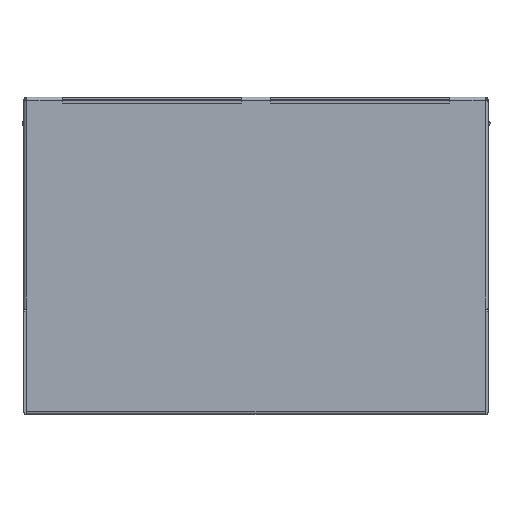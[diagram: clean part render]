
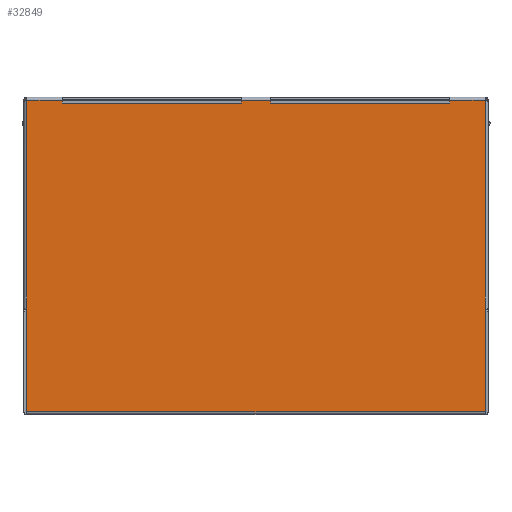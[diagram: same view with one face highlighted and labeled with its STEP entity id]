
A CAD part, top view. The second image highlights one B-rep face of the part: STEP entity #32849.
In plain terms, the highlighted planar face has unit normal (0, 0, 1).
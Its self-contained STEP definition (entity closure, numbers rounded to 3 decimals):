
#26570=DIRECTION('',(0.,-1.,0.));
#26571=VECTOR('',#26570,0.2);
#26572=CARTESIAN_POINT('',(12.985,10.335,13.65));
#26573=LINE('',#26572,#26571);
#26574=DIRECTION('',(1.,0.,0.));
#26575=VECTOR('',#26574,2.375);
#26576=CARTESIAN_POINT('',(12.985,10.335,13.65));
#26577=LINE('',#26576,#26575);
#26578=DIRECTION('',(0.,1.,0.));
#26579=VECTOR('',#26578,6.8);
#26580=CARTESIAN_POINT('',(15.36,-10.535,13.65));
#26581=LINE('',#26580,#26579);
#26582=DIRECTION('',(-1.,0.,0.));
#26583=VECTOR('',#26582,30.72);
#26584=CARTESIAN_POINT('',(15.36,-10.535,13.65));
#26585=LINE('',#26584,#26583);
#26586=DIRECTION('',(0.,1.,0.));
#26587=VECTOR('',#26586,6.8);
#26588=CARTESIAN_POINT('',(-15.36,-10.535,13.65));
#26589=LINE('',#26588,#26587);
#26590=DIRECTION('',(0.,-1.,0.));
#26591=VECTOR('',#26590,14.07);
#26592=CARTESIAN_POINT('',(-15.36,10.335,13.65));
#26593=LINE('',#26592,#26591);
#26594=DIRECTION('',(1.,0.,0.));
#26595=VECTOR('',#26594,2.375);
#26596=CARTESIAN_POINT('',(-15.36,10.335,13.65));
#26597=LINE('',#26596,#26595);
#26598=DIRECTION('',(0.,-1.,0.));
#26599=VECTOR('',#26598,0.2);
#26600=CARTESIAN_POINT('',(-12.985,10.335,13.65));
#26601=LINE('',#26600,#26599);
#26602=DIRECTION('',(-1.,0.,0.));
#26603=VECTOR('',#26602,12.);
#26604=CARTESIAN_POINT('',(-0.985,10.135,13.65));
#26605=LINE('',#26604,#26603);
#26606=DIRECTION('',(0.,-1.,0.));
#26607=VECTOR('',#26606,0.2);
#26608=CARTESIAN_POINT('',(-0.985,10.335,13.65));
#26609=LINE('',#26608,#26607);
#26610=DIRECTION('',(1.,0.,0.));
#26611=VECTOR('',#26610,1.97);
#26612=CARTESIAN_POINT('',(-0.985,10.335,13.65));
#26613=LINE('',#26612,#26611);
#26614=DIRECTION('',(0.,-1.,0.));
#26615=VECTOR('',#26614,0.2);
#26616=CARTESIAN_POINT('',(0.985,10.335,13.65));
#26617=LINE('',#26616,#26615);
#26618=DIRECTION('',(-1.,0.,0.));
#26619=VECTOR('',#26618,12.);
#26620=CARTESIAN_POINT('',(12.985,10.135,13.65));
#26621=LINE('',#26620,#26619);
#26622=CARTESIAN_POINT('',(15.36,10.335,13.65));
#26636=DIRECTION('',(0.,-1.,0.));
#26637=VECTOR('',#26636,14.07);
#26638=CARTESIAN_POINT('',(15.36,10.335,13.65));
#26639=LINE('',#26638,#26637);
#30224=CARTESIAN_POINT('',(15.36,-10.535,13.65));
#30225=CARTESIAN_POINT('',(15.36,-3.735,13.65));
#30226=VERTEX_POINT('',#30224);
#30227=VERTEX_POINT('',#30225);
#30232=VERTEX_POINT('',#26622);
#30400=CARTESIAN_POINT('',(-15.36,10.335,13.65));
#30402=VERTEX_POINT('',#30400);
#30405=CARTESIAN_POINT('',(-15.36,-3.735,13.65));
#30407=VERTEX_POINT('',#30405);
#30510=CARTESIAN_POINT('',(-15.36,-10.535,13.65));
#30511=VERTEX_POINT('',#30510);
#30573=CARTESIAN_POINT('',(-0.985,10.335,13.65));
#30574=CARTESIAN_POINT('',(-0.985,10.135,13.65));
#30575=VERTEX_POINT('',#30573);
#30576=VERTEX_POINT('',#30574);
#30577=CARTESIAN_POINT('',(-12.985,10.335,13.65));
#30578=CARTESIAN_POINT('',(-12.985,10.135,13.65));
#30579=VERTEX_POINT('',#30577);
#30580=VERTEX_POINT('',#30578);
#30601=CARTESIAN_POINT('',(12.985,10.335,13.65));
#30602=CARTESIAN_POINT('',(12.985,10.135,13.65));
#30603=VERTEX_POINT('',#30601);
#30604=VERTEX_POINT('',#30602);
#30605=CARTESIAN_POINT('',(0.985,10.335,13.65));
#30606=CARTESIAN_POINT('',(0.985,10.135,13.65));
#30607=VERTEX_POINT('',#30605);
#30608=VERTEX_POINT('',#30606);
#32820=CARTESIAN_POINT('',(-15.36,10.535,13.65));
#32821=DIRECTION('',(0.,0.,1.));
#32822=DIRECTION('',(1.,0.,0.));
#32823=AXIS2_PLACEMENT_3D('',#32820,#32821,#32822);
#32824=PLANE('',#32823);
#32825=ORIENTED_EDGE('',*,*,#32668,.F.);
#32826=ORIENTED_EDGE('',*,*,#32717,.T.);
#32828=ORIENTED_EDGE('',*,*,#32827,.T.);
#32830=ORIENTED_EDGE('',*,*,#32829,.F.);
#32832=ORIENTED_EDGE('',*,*,#32831,.T.);
#32834=ORIENTED_EDGE('',*,*,#32833,.T.);
#32836=ORIENTED_EDGE('',*,*,#32835,.F.);
#32837=ORIENTED_EDGE('',*,*,#32693,.T.);
#32838=ORIENTED_EDGE('',*,*,#32763,.T.);
#32840=ORIENTED_EDGE('',*,*,#32839,.F.);
#32841=ORIENTED_EDGE('',*,*,#32803,.F.);
#32842=ORIENTED_EDGE('',*,*,#32736,.T.);
#32844=ORIENTED_EDGE('',*,*,#32843,.T.);
#32846=ORIENTED_EDGE('',*,*,#32845,.F.);
#32847=EDGE_LOOP('',(#32825,#32826,#32828,#32830,#32832,#32834,#32836,#32837,
#32838,#32840,#32841,#32842,#32844,#32846));
#32848=FACE_OUTER_BOUND('',#32847,.F.);
#32668=EDGE_CURVE('',#30603,#30604,#26573,.T.);
#32693=EDGE_CURVE('',#30402,#30579,#26597,.T.);
#32717=EDGE_CURVE('',#30603,#30232,#26577,.T.);
#32736=EDGE_CURVE('',#30575,#30607,#26613,.T.);
#32763=EDGE_CURVE('',#30579,#30580,#26601,.T.);
#32803=EDGE_CURVE('',#30575,#30576,#26609,.T.);
#32827=EDGE_CURVE('',#30232,#30227,#26639,.T.);
#32829=EDGE_CURVE('',#30226,#30227,#26581,.T.);
#32831=EDGE_CURVE('',#30226,#30511,#26585,.T.);
#32833=EDGE_CURVE('',#30511,#30407,#26589,.T.);
#32835=EDGE_CURVE('',#30402,#30407,#26593,.T.);
#32839=EDGE_CURVE('',#30576,#30580,#26605,.T.);
#32843=EDGE_CURVE('',#30607,#30608,#26617,.T.);
#32845=EDGE_CURVE('',#30604,#30608,#26621,.T.);
#32849=ADVANCED_FACE('',(#32848),#32824,.T.);
